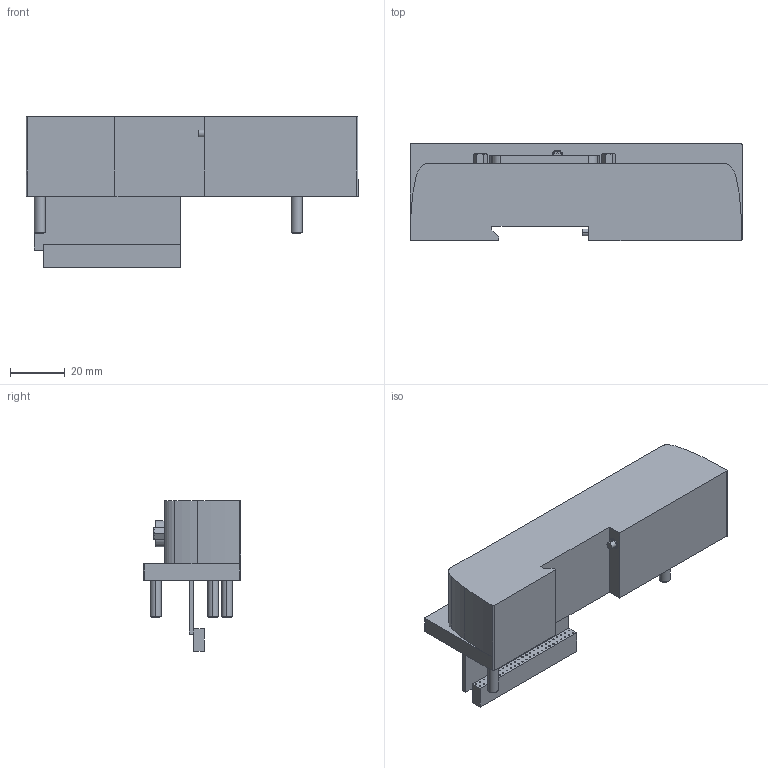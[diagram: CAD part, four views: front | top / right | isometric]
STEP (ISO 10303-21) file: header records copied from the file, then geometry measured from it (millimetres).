
FILE_DESCRIPTION (( 'STEP AP203' ), '1' );
FILE_NAME ('PAL-E44.step', '2020-10-29T13:49:02', ( '' ), ( '' ), 'SwSTEP 2.0', 'SolidWorks 2019', '' );
FILE_SCHEMA (( 'CONFIG_CONTROL_DESIGN' ));
Length unit declared in the file: millimetre
Products named in the file (1): PAL-E44
Bounding box: 121.6 x 35.7 x 55.3 mm (x, y, z)
Volume: 58622.6 mm3; surface area: 36557 mm2
Topology: 1 solids, 1 shells, 451 faces, 1094 edges, 709 vertices
Faces by surface type: cylinder 248, plane 143, cone 60
Entity records: 13777 total; most frequent: DIRECTION 2502, CARTESIAN_POINT 2493, ORIENTED_EDGE 2180, EDGE_CURVE 1090, AXIS2_PLACEMENT_3D 1010, VERTEX_POINT 709, EDGE_LOOP 619, CIRCLE 558
